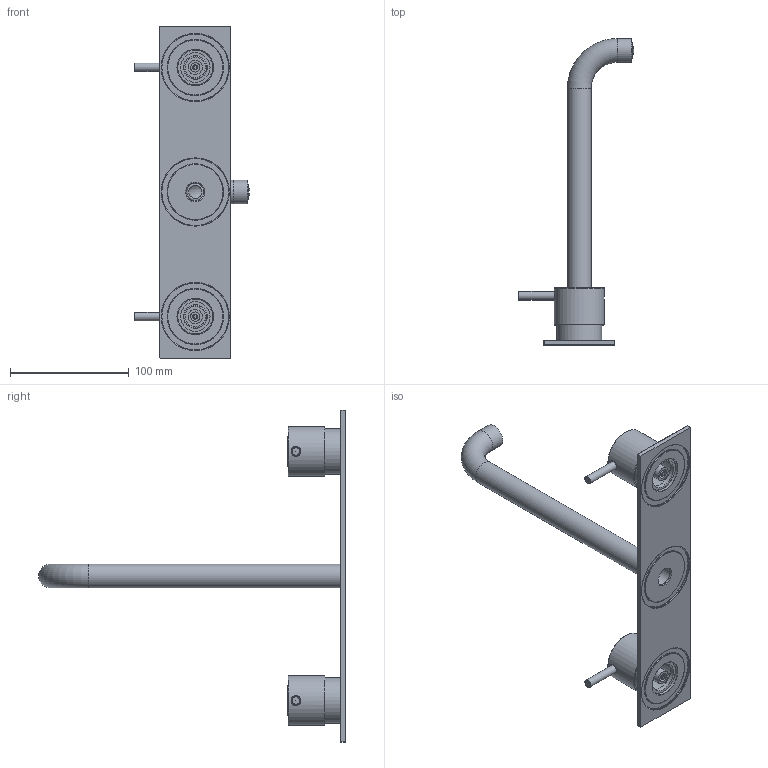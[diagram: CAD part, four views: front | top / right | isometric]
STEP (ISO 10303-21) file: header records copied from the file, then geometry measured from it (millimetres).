
FILE_DESCRIPTION(/* description */ ('Unknown'),/* implementation_level */ '2;1');
FILE_NAME(/* name */ 'CB006T-25',/* time_stamp */ '2020-03-26T17:08:17+01:00',/* author */ ('Unknown'),/* organization */ ('Unknown'),/* preprocessor_version */ 'ST-DEVELOPER v16.7',/* originating_system */ 'DEX',/* authorisation */ $);
FILE_SCHEMA (('AUTOMOTIVE_DESIGN {1 0 10303 214 3 1 1}'));
Length unit declared in the file: millimetre
Products named in the file (22): CB006T-25-00; BR005-14; CB095-001-25; CB095-08; CB095-04; CB006-06; CB006-05; CB005T-003; CB005-03; CB005-08; grano bocca; CB005T-002; CB005-09; CB005-07; CB005-11; CB005-10; CB005-05; CB003-002; CB003-002-1; CB003-002-2; CB003-002-3; CB003-002-4
Assembly tree (30 placements, depth 3):
  CB006T-25-00
    BR005-14
    CB095-001-25
      CB095-08
      CB095-04
    CB006-06  x2
    CB006-05
    CB005T-003
      CB005-03
      CB005-08
      grano bocca
    CB005T-002
      CB005-03
      CB005-08
      grano bocca
    CB005-09  x2
    CB005-07  x2
    CB005-11  x2
    CB005-10  x2
    CB005-05  x2
    CB003-002
      CB003-002-1
      CB003-002-2
      CB003-002-3
      CB003-002-4
Bounding box: 97.53 x 258.5 x 280 mm (x, y, z)
Volume: 134930 mm3; surface area: 117468.4 mm2
Topology: 26 solids, 26 shells, 514 faces, 1161 edges, 718 vertices
Faces by surface type: plane 217, cylinder 143, cone 96, torus 48, sphere 8, bspline 2
Full cylindrical faces by diameter (mm): 3.242 x2, 3.3 x1, 4 x5, 4.1 x2, 4.134 x2, 4.2 x2, 5 x4, 6.5 x2, 7 x2, 7.5 x2, 7.8 x4, 11.027 x2, 12 x4, 12.159 x1, 12.196 x1, 12.45 x1, 12.5 x2, 13.464 x1, 13.5 x2, 14.577 x1, 15.033 x1, 15.15 x4, 15.218 x1, 15.229 x1, 15.3 x2, 16 x3, 16.1 x1, 16.3 x1, 16.5 x2, 16.75 x1
Entity records: 10182 total; most frequent: CARTESIAN_POINT 1715, DIRECTION 1584, ORIENTED_EDGE 1186, AXIS2_PLACEMENT_3D 684, EDGE_CURVE 593, FACE_BOUND 526, EDGE_LOOP 521, VERTEX_POINT 441
